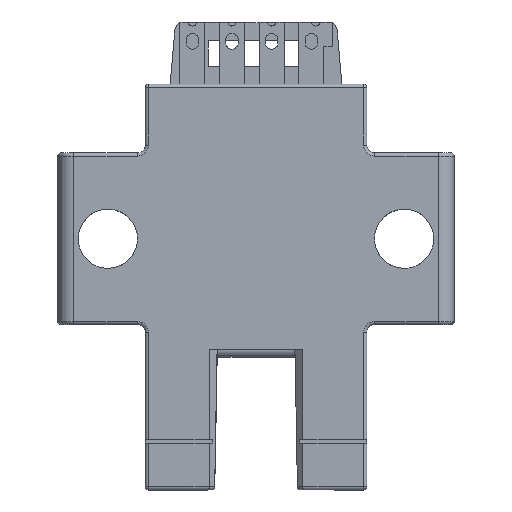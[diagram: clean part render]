
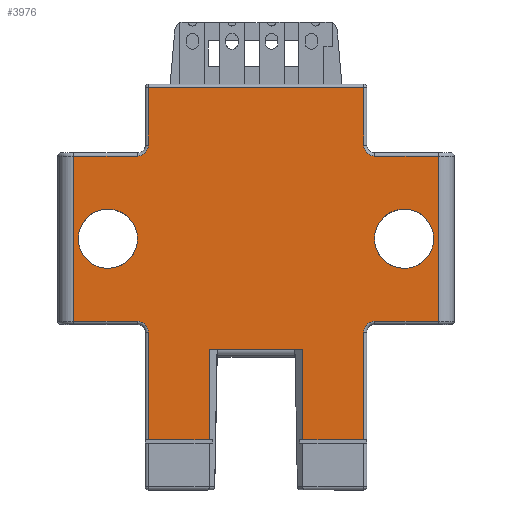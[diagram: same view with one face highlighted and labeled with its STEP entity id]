
A CAD part, top view. The second image highlights one B-rep face of the part: STEP entity #3976.
In plain terms, the highlighted planar face has unit normal (0, 0, 1).
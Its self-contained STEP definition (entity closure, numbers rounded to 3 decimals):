
#31=DIRECTION('',(-1.,0.,0.));
#32=VECTOR('',#31,4.1);
#33=CARTESIAN_POINT('',(-0.25,8.4,3.35));
#34=LINE('',#33,#32);
#127=DIRECTION('',(0.,-1.,0.));
#128=VECTOR('',#127,10.6);
#129=CARTESIAN_POINT('',(-4.35,8.4,3.35));
#130=LINE('',#129,#128);
#222=DIRECTION('',(1.,0.,0.));
#223=VECTOR('',#222,4.1);
#224=CARTESIAN_POINT('',(-4.35,-2.2,3.35));
#225=LINE('',#224,#223);
#230=CARTESIAN_POINT('',(-0.25,9.1,3.35));
#231=DIRECTION('',(0.,0.,1.));
#232=DIRECTION('',(0.,-1.,0.));
#233=AXIS2_PLACEMENT_3D('',#230,#231,#232);
#235=CARTESIAN_POINT('',(14.95,9.1,3.35));
#236=DIRECTION('',(0.,0.,1.));
#237=DIRECTION('',(-1.,0.,0.));
#238=AXIS2_PLACEMENT_3D('',#235,#236,#237);
#240=CARTESIAN_POINT('',(14.95,-2.9,3.35));
#241=DIRECTION('',(0.,0.,1.));
#242=DIRECTION('',(0.,1.,0.));
#243=AXIS2_PLACEMENT_3D('',#240,#241,#242);
#245=DIRECTION('',(-1.,0.,0.));
#246=VECTOR('',#245,3.9);
#247=CARTESIAN_POINT('',(14.25,-9.8,3.35));
#248=LINE('',#247,#246);
#249=DIRECTION('',(-1.,0.,0.));
#250=VECTOR('',#249,6.);
#251=CARTESIAN_POINT('',(10.35,-4.,3.35));
#252=LINE('',#251,#250);
#253=DIRECTION('',(-1.,0.,0.));
#254=VECTOR('',#253,3.9);
#255=CARTESIAN_POINT('',(4.35,-9.8,3.35));
#256=LINE('',#255,#254);
#257=CARTESIAN_POINT('',(-0.25,-2.9,3.35));
#258=DIRECTION('',(0.,0.,1.));
#259=DIRECTION('',(1.,0.,0.));
#260=AXIS2_PLACEMENT_3D('',#257,#258,#259);
#262=CARTESIAN_POINT('',(-2.15,3.1,3.35));
#263=DIRECTION('',(0.,0.,1.));
#264=DIRECTION('',(-0.289,-0.957,0.));
#265=AXIS2_PLACEMENT_3D('',#262,#263,#264);
#267=CARTESIAN_POINT('',(-2.15,3.1,3.35));
#268=DIRECTION('',(0.,0.,1.));
#269=DIRECTION('',(1.,0.,0.));
#270=AXIS2_PLACEMENT_3D('',#267,#268,#269);
#272=CARTESIAN_POINT('',(-2.15,3.1,3.35));
#273=DIRECTION('',(0.,0.,1.));
#274=DIRECTION('',(-0.289,0.957,0.));
#275=AXIS2_PLACEMENT_3D('',#272,#273,#274);
#277=CARTESIAN_POINT('',(-2.15,3.1,3.35));
#278=DIRECTION('',(0.,0.,1.));
#279=DIRECTION('',(-1.,0.,0.));
#280=AXIS2_PLACEMENT_3D('',#277,#278,#279);
#282=CARTESIAN_POINT('',(16.85,3.1,3.35));
#283=DIRECTION('',(0.,0.,1.));
#284=DIRECTION('',(0.289,0.957,0.));
#285=AXIS2_PLACEMENT_3D('',#282,#283,#284);
#287=CARTESIAN_POINT('',(16.85,3.1,3.35));
#288=DIRECTION('',(0.,0.,1.));
#289=DIRECTION('',(-1.,0.,0.));
#290=AXIS2_PLACEMENT_3D('',#287,#288,#289);
#292=CARTESIAN_POINT('',(16.85,3.1,3.35));
#293=DIRECTION('',(0.,0.,1.));
#294=DIRECTION('',(0.289,-0.957,0.));
#295=AXIS2_PLACEMENT_3D('',#292,#293,#294);
#297=CARTESIAN_POINT('',(16.85,3.1,3.35));
#298=DIRECTION('',(0.,0.,1.));
#299=DIRECTION('',(1.,0.,0.));
#300=AXIS2_PLACEMENT_3D('',#297,#298,#299);
#302=DIRECTION('',(0.,-1.,0.));
#303=VECTOR('',#302,3.7);
#304=CARTESIAN_POINT('',(0.45,12.8,3.35));
#305=LINE('',#304,#303);
#505=DIRECTION('',(0.,1.,0.));
#506=VECTOR('',#505,3.7);
#507=CARTESIAN_POINT('',(14.25,9.1,3.35));
#508=LINE('',#507,#506);
#920=DIRECTION('',(0.,-1.,0.));
#921=VECTOR('',#920,6.9);
#922=CARTESIAN_POINT('',(0.45,-2.9,3.35));
#923=LINE('',#922,#921);
#933=DIRECTION('',(0.,1.,0.));
#934=VECTOR('',#933,5.8);
#935=CARTESIAN_POINT('',(4.35,-9.8,3.35));
#936=LINE('',#935,#934);
#1318=DIRECTION('',(0.,-1.,0.));
#1319=VECTOR('',#1318,5.8);
#1320=CARTESIAN_POINT('',(10.35,-4.,3.35));
#1321=LINE('',#1320,#1319);
#1424=DIRECTION('',(0.,1.,0.));
#1425=VECTOR('',#1424,6.9);
#1426=CARTESIAN_POINT('',(14.25,-9.8,3.35));
#1427=LINE('',#1426,#1425);
#1447=DIRECTION('',(1.,0.,0.));
#1448=VECTOR('',#1447,4.1);
#1449=CARTESIAN_POINT('',(14.95,-2.2,3.35));
#1450=LINE('',#1449,#1448);
#1470=DIRECTION('',(0.,1.,0.));
#1471=VECTOR('',#1470,10.6);
#1472=CARTESIAN_POINT('',(19.05,-2.2,3.35));
#1473=LINE('',#1472,#1471);
#1493=DIRECTION('',(-1.,0.,0.));
#1494=VECTOR('',#1493,4.1);
#1495=CARTESIAN_POINT('',(19.05,8.4,3.35));
#1496=LINE('',#1495,#1494);
#1937=DIRECTION('',(-1.,0.,0.));
#1938=VECTOR('',#1937,13.8);
#1939=CARTESIAN_POINT('',(14.25,12.8,3.35));
#1940=LINE('',#1939,#1938);
#3014=CARTESIAN_POINT('',(14.25,9.1,3.35));
#3015=VERTEX_POINT('',#3014);
#3016=CARTESIAN_POINT('',(14.25,12.8,3.35));
#3017=VERTEX_POINT('',#3016);
#3018=CARTESIAN_POINT('',(14.95,8.4,3.35));
#3019=VERTEX_POINT('',#3018);
#3022=CARTESIAN_POINT('',(-4.35,-2.2,3.35));
#3023=CARTESIAN_POINT('',(-0.25,-2.2,3.35));
#3024=VERTEX_POINT('',#3022);
#3025=VERTEX_POINT('',#3023);
#3026=CARTESIAN_POINT('',(-4.35,8.4,3.35));
#3027=VERTEX_POINT('',#3026);
#3028=CARTESIAN_POINT('',(-0.25,8.4,3.35));
#3029=VERTEX_POINT('',#3028);
#3030=CARTESIAN_POINT('',(0.45,9.1,3.35));
#3031=VERTEX_POINT('',#3030);
#3032=CARTESIAN_POINT('',(0.45,12.8,3.35));
#3033=VERTEX_POINT('',#3032);
#3034=CARTESIAN_POINT('',(19.05,8.4,3.35));
#3035=VERTEX_POINT('',#3034);
#3036=CARTESIAN_POINT('',(19.05,-2.2,3.35));
#3037=VERTEX_POINT('',#3036);
#3038=CARTESIAN_POINT('',(14.95,-2.2,3.35));
#3039=VERTEX_POINT('',#3038);
#3040=CARTESIAN_POINT('',(14.25,-2.9,3.35));
#3041=VERTEX_POINT('',#3040);
#3042=CARTESIAN_POINT('',(14.25,-9.8,3.35));
#3043=VERTEX_POINT('',#3042);
#3044=CARTESIAN_POINT('',(10.35,-9.8,3.35));
#3045=VERTEX_POINT('',#3044);
#3046=CARTESIAN_POINT('',(10.35,-4.,3.35));
#3047=VERTEX_POINT('',#3046);
#3048=CARTESIAN_POINT('',(4.35,-4.,3.35));
#3049=VERTEX_POINT('',#3048);
#3050=CARTESIAN_POINT('',(4.35,-9.8,3.35));
#3051=VERTEX_POINT('',#3050);
#3052=CARTESIAN_POINT('',(0.45,-9.8,3.35));
#3053=VERTEX_POINT('',#3052);
#3054=CARTESIAN_POINT('',(0.45,-2.9,3.35));
#3055=VERTEX_POINT('',#3054);
#3056=CARTESIAN_POINT('',(-0.25,3.1,3.35));
#3057=CARTESIAN_POINT('',(-2.7,4.919,3.35));
#3058=VERTEX_POINT('',#3056);
#3059=VERTEX_POINT('',#3057);
#3060=CARTESIAN_POINT('',(-2.7,1.281,3.35));
#3061=VERTEX_POINT('',#3060);
#3062=CARTESIAN_POINT('',(-4.05,3.1,3.35));
#3063=VERTEX_POINT('',#3062);
#3064=CARTESIAN_POINT('',(14.95,3.1,3.35));
#3065=CARTESIAN_POINT('',(17.4,1.281,3.35));
#3066=VERTEX_POINT('',#3064);
#3067=VERTEX_POINT('',#3065);
#3068=CARTESIAN_POINT('',(17.4,4.919,3.35));
#3069=VERTEX_POINT('',#3068);
#3070=CARTESIAN_POINT('',(18.75,3.1,3.35));
#3071=VERTEX_POINT('',#3070);
#3914=CARTESIAN_POINT('',(0.,13.,3.35));
#3915=DIRECTION('',(0.,0.,1.));
#3916=DIRECTION('',(0.,-1.,0.));
#3917=AXIS2_PLACEMENT_3D('',#3914,#3915,#3916);
#3918=PLANE('',#3917);
#3919=ORIENTED_EDGE('',*,*,#3906,.F.);
#3920=ORIENTED_EDGE('',*,*,#3793,.F.);
#3921=ORIENTED_EDGE('',*,*,#3676,.F.);
#3922=ORIENTED_EDGE('',*,*,#3694,.T.);
#3924=ORIENTED_EDGE('',*,*,#3923,.F.);
#3926=ORIENTED_EDGE('',*,*,#3925,.F.);
#3928=ORIENTED_EDGE('',*,*,#3927,.F.);
#3930=ORIENTED_EDGE('',*,*,#3929,.T.);
#3932=ORIENTED_EDGE('',*,*,#3931,.F.);
#3934=ORIENTED_EDGE('',*,*,#3933,.F.);
#3936=ORIENTED_EDGE('',*,*,#3935,.F.);
#3938=ORIENTED_EDGE('',*,*,#3937,.T.);
#3940=ORIENTED_EDGE('',*,*,#3939,.F.);
#3942=ORIENTED_EDGE('',*,*,#3941,.T.);
#3944=ORIENTED_EDGE('',*,*,#3943,.F.);
#3946=ORIENTED_EDGE('',*,*,#3945,.T.);
#3948=ORIENTED_EDGE('',*,*,#3947,.F.);
#3950=ORIENTED_EDGE('',*,*,#3949,.T.);
#3952=ORIENTED_EDGE('',*,*,#3951,.F.);
#3953=ORIENTED_EDGE('',*,*,#3893,.T.);
#3954=EDGE_LOOP('',(#3919,#3920,#3921,#3922,#3924,#3926,#3928,#3930,#3932,#3934,
#3936,#3938,#3940,#3942,#3944,#3946,#3948,#3950,#3952,#3953));
#3955=FACE_OUTER_BOUND('',#3954,.F.);
#3957=ORIENTED_EDGE('',*,*,#3956,.T.);
#3959=ORIENTED_EDGE('',*,*,#3958,.T.);
#3961=ORIENTED_EDGE('',*,*,#3960,.T.);
#3963=ORIENTED_EDGE('',*,*,#3962,.T.);
#3964=EDGE_LOOP('',(#3957,#3959,#3961,#3963));
#3965=FACE_BOUND('',#3964,.F.);
#3967=ORIENTED_EDGE('',*,*,#3966,.T.);
#3969=ORIENTED_EDGE('',*,*,#3968,.T.);
#3971=ORIENTED_EDGE('',*,*,#3970,.T.);
#3973=ORIENTED_EDGE('',*,*,#3972,.T.);
#3974=EDGE_LOOP('',(#3967,#3969,#3971,#3973));
#3975=FACE_BOUND('',#3974,.F.);
#3976=ADVANCED_FACE('',(#3955,#3965,#3975),#3918,.T.);
#234=CIRCLE('',#233,0.7);
#239=CIRCLE('',#238,0.7);
#244=CIRCLE('',#243,0.7);
#261=CIRCLE('',#260,0.7);
#266=CIRCLE('',#265,1.9);
#271=CIRCLE('',#270,1.9);
#276=CIRCLE('',#275,1.9);
#281=CIRCLE('',#280,1.9);
#286=CIRCLE('',#285,1.9);
#291=CIRCLE('',#290,1.9);
#296=CIRCLE('',#295,1.9);
#301=CIRCLE('',#300,1.9);
#3676=EDGE_CURVE('',#3029,#3027,#34,.T.);
#3694=EDGE_CURVE('',#3029,#3031,#234,.T.);
#3793=EDGE_CURVE('',#3027,#3024,#130,.T.);
#3893=EDGE_CURVE('',#3055,#3025,#261,.T.);
#3906=EDGE_CURVE('',#3024,#3025,#225,.T.);
#3923=EDGE_CURVE('',#3033,#3031,#305,.T.);
#3925=EDGE_CURVE('',#3017,#3033,#1940,.T.);
#3927=EDGE_CURVE('',#3015,#3017,#508,.T.);
#3929=EDGE_CURVE('',#3015,#3019,#239,.T.);
#3931=EDGE_CURVE('',#3035,#3019,#1496,.T.);
#3933=EDGE_CURVE('',#3037,#3035,#1473,.T.);
#3935=EDGE_CURVE('',#3039,#3037,#1450,.T.);
#3937=EDGE_CURVE('',#3039,#3041,#244,.T.);
#3939=EDGE_CURVE('',#3043,#3041,#1427,.T.);
#3941=EDGE_CURVE('',#3043,#3045,#248,.T.);
#3943=EDGE_CURVE('',#3047,#3045,#1321,.T.);
#3945=EDGE_CURVE('',#3047,#3049,#252,.T.);
#3947=EDGE_CURVE('',#3051,#3049,#936,.T.);
#3949=EDGE_CURVE('',#3051,#3053,#256,.T.);
#3951=EDGE_CURVE('',#3055,#3053,#923,.T.);
#3956=EDGE_CURVE('',#3061,#3058,#266,.T.);
#3958=EDGE_CURVE('',#3058,#3059,#271,.T.);
#3960=EDGE_CURVE('',#3059,#3063,#276,.T.);
#3962=EDGE_CURVE('',#3063,#3061,#281,.T.);
#3966=EDGE_CURVE('',#3069,#3066,#286,.T.);
#3968=EDGE_CURVE('',#3066,#3067,#291,.T.);
#3970=EDGE_CURVE('',#3067,#3071,#296,.T.);
#3972=EDGE_CURVE('',#3071,#3069,#301,.T.);
